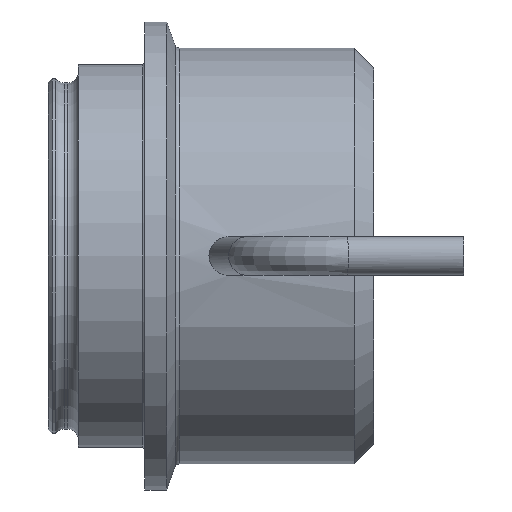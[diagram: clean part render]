
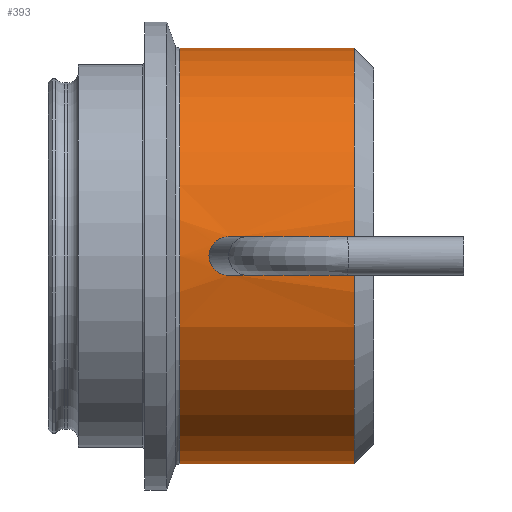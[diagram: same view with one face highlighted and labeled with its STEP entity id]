
A CAD part, front view. The second image highlights one B-rep face of the part: STEP entity #393.
In plain terms, the highlighted cylindrical face has radius 34.392 mm (diameter 68.783 mm), a full revolution.
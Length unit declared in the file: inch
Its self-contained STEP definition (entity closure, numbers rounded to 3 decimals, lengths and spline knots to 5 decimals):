
#17=FACE_BOUND('',#110,.T.);
#18=FACE_BOUND('',#111,.T.);
#42=LINE('',#1014,#53);
#53=VECTOR('',#612,1.354);
#61=CYLINDRICAL_SURFACE('',#475,1.354);
#84=FACE_OUTER_BOUND('',#109,.T.);
#109=EDGE_LOOP('',(#360,#361,#362,#363,#364,#365));
#110=EDGE_LOOP('',(#366,#367));
#111=EDGE_LOOP('',(#368));
#137=CIRCLE('',#451,1.354);
#138=CIRCLE('',#452,1.354);
#139=CIRCLE('',#454,1.354);
#140=CIRCLE('',#455,1.354);
#155=B_SPLINE_CURVE_WITH_KNOTS('',3,(#747,#748,#749,#750,#751,#752,#753,
#754,#755,#756),.UNSPECIFIED.,.F.,.F.,(4,2,2,2,4),(0.,0.11967,
0.23934,0.35901,0.47868),.UNSPECIFIED.);
#156=B_SPLINE_CURVE_WITH_KNOTS('',3,(#757,#758,#759,#760,#761,#762,#763,
#764,#765,#766,#767,#768,#769,#770,#771,#772,#773,#774,#775,#776,#777,#778,
#779,#780,#781,#782),.UNSPECIFIED.,.F.,.F.,(4,2,2,2,2,2,2,2,2,2,2,2,4),
(0.47868,0.59836,0.71803,0.8377,
0.95737,1.07704,1.19671,1.31638,1.43605,
1.55573,1.6754,1.79507,1.91474),
 .UNSPECIFIED.);
#157=B_SPLINE_CURVE_WITH_KNOTS('',3,(#787,#788,#789,#790,#791,#792,#793,
#794,#795,#796,#797,#798,#799,#800,#801,#802,#803,#804,#805,#806,#807,#808,
#809,#810,#811,#812,#813,#814,#815,#816,#817,#818,#819,#820),
 .UNSPECIFIED.,.T.,.F.,(4,2,2,2,2,2,2,2,2,2,2,2,2,2,2,2,4),(0.,0.12296,
0.24593,0.36526,0.4846,0.60394,
0.72328,0.84624,0.9692,1.09449,
1.21977,1.33935,1.45894,1.57852,1.69811,
1.82339,1.94867),.UNSPECIFIED.);
#164=VERTEX_POINT('',#744);
#165=VERTEX_POINT('',#746);
#166=VERTEX_POINT('',#786);
#184=VERTEX_POINT('',#971);
#185=VERTEX_POINT('',#973);
#186=VERTEX_POINT('',#977);
#187=VERTEX_POINT('',#978);
#204=EDGE_CURVE('',#165,#164,#155,.T.);
#205=EDGE_CURVE('',#164,#165,#156,.T.);
#207=EDGE_CURVE('',#166,#166,#157,.T.);
#235=EDGE_CURVE('',#184,#185,#137,.T.);
#236=EDGE_CURVE('',#185,#184,#138,.T.);
#237=EDGE_CURVE('',#186,#187,#139,.T.);
#238=EDGE_CURVE('',#187,#186,#140,.T.);
#254=EDGE_CURVE('',#184,#187,#42,.T.);
#360=ORIENTED_EDGE('',*,*,#236,.F.);
#361=ORIENTED_EDGE('',*,*,#235,.F.);
#362=ORIENTED_EDGE('',*,*,#254,.T.);
#363=ORIENTED_EDGE('',*,*,#238,.T.);
#364=ORIENTED_EDGE('',*,*,#237,.T.);
#365=ORIENTED_EDGE('',*,*,#254,.F.);
#366=ORIENTED_EDGE('',*,*,#204,.T.);
#367=ORIENTED_EDGE('',*,*,#205,.T.);
#368=ORIENTED_EDGE('',*,*,#207,.T.);
#393=ADVANCED_FACE('',(#84,#17,#18),#61,.T.);
#451=AXIS2_PLACEMENT_3D('',#974,#559,#560);
#452=AXIS2_PLACEMENT_3D('',#975,#561,#562);
#454=AXIS2_PLACEMENT_3D('',#979,#565,#566);
#455=AXIS2_PLACEMENT_3D('',#980,#567,#568);
#475=AXIS2_PLACEMENT_3D('',#1013,#610,#611);
#559=DIRECTION('center_axis',(-1.,0.,0.));
#560=DIRECTION('ref_axis',(0.,0.,1.));
#561=DIRECTION('center_axis',(-1.,0.,0.));
#562=DIRECTION('ref_axis',(0.,0.,1.));
#565=DIRECTION('center_axis',(-1.,0.,0.));
#566=DIRECTION('ref_axis',(0.,0.,1.));
#567=DIRECTION('center_axis',(-1.,0.,0.));
#568=DIRECTION('ref_axis',(0.,0.,1.));
#610=DIRECTION('center_axis',(-1.,0.,0.));
#611=DIRECTION('ref_axis',(0.,0.,1.));
#612=DIRECTION('',(1.,0.,0.));
#744=CARTESIAN_POINT('',(1.685,1.354,0.));
#746=CARTESIAN_POINT('',(1.56,1.34822,-0.125));
#747=CARTESIAN_POINT('Ctrl Pts',(1.56,1.34822,-0.125));
#748=CARTESIAN_POINT('Ctrl Pts',(1.5757,1.34822,-0.125));
#749=CARTESIAN_POINT('Ctrl Pts',(1.59245,1.34852,-0.12186));
#750=CARTESIAN_POINT('Ctrl Pts',(1.62325,1.34961,-0.1091));
#751=CARTESIAN_POINT('Ctrl Pts',(1.6373,1.35039,-0.09948));
#752=CARTESIAN_POINT('Ctrl Pts',(1.65948,1.35184,-0.0773));
#753=CARTESIAN_POINT('Ctrl Pts',(1.6691,1.35261,-0.06325));
#754=CARTESIAN_POINT('Ctrl Pts',(1.68186,1.3537,-0.03245));
#755=CARTESIAN_POINT('Ctrl Pts',(1.685,1.354,-0.0157));
#756=CARTESIAN_POINT('Ctrl Pts',(1.685,1.354,0.));
#757=CARTESIAN_POINT('Ctrl Pts',(1.685,1.354,0.));
#758=CARTESIAN_POINT('Ctrl Pts',(1.685,1.354,0.0157));
#759=CARTESIAN_POINT('Ctrl Pts',(1.68186,1.3537,0.03245));
#760=CARTESIAN_POINT('Ctrl Pts',(1.6691,1.35261,0.06325));
#761=CARTESIAN_POINT('Ctrl Pts',(1.65948,1.35184,0.0773));
#762=CARTESIAN_POINT('Ctrl Pts',(1.6373,1.35039,0.09948));
#763=CARTESIAN_POINT('Ctrl Pts',(1.62325,1.34961,0.1091));
#764=CARTESIAN_POINT('Ctrl Pts',(1.59245,1.34852,0.12186));
#765=CARTESIAN_POINT('Ctrl Pts',(1.5757,1.34822,0.125));
#766=CARTESIAN_POINT('Ctrl Pts',(1.5443,1.34822,0.125));
#767=CARTESIAN_POINT('Ctrl Pts',(1.52755,1.34852,0.12186));
#768=CARTESIAN_POINT('Ctrl Pts',(1.49675,1.34961,0.1091));
#769=CARTESIAN_POINT('Ctrl Pts',(1.4827,1.35039,0.09948));
#770=CARTESIAN_POINT('Ctrl Pts',(1.46052,1.35184,0.0773));
#771=CARTESIAN_POINT('Ctrl Pts',(1.4509,1.35261,0.06325));
#772=CARTESIAN_POINT('Ctrl Pts',(1.43814,1.3537,0.03245));
#773=CARTESIAN_POINT('Ctrl Pts',(1.435,1.354,0.0157));
#774=CARTESIAN_POINT('Ctrl Pts',(1.435,1.354,-0.0157));
#775=CARTESIAN_POINT('Ctrl Pts',(1.43814,1.3537,-0.03245));
#776=CARTESIAN_POINT('Ctrl Pts',(1.4509,1.35261,-0.06325));
#777=CARTESIAN_POINT('Ctrl Pts',(1.46052,1.35184,-0.0773));
#778=CARTESIAN_POINT('Ctrl Pts',(1.4827,1.35039,-0.09948));
#779=CARTESIAN_POINT('Ctrl Pts',(1.49675,1.34961,-0.1091));
#780=CARTESIAN_POINT('Ctrl Pts',(1.52755,1.34852,-0.12186));
#781=CARTESIAN_POINT('Ctrl Pts',(1.5443,1.34822,-0.125));
#782=CARTESIAN_POINT('Ctrl Pts',(1.56,1.34822,-0.125));
#786=CARTESIAN_POINT('',(1.17645,-1.34822,-0.125));
#787=CARTESIAN_POINT('Ctrl Pts',(1.17645,-1.34822,-0.125));
#788=CARTESIAN_POINT('Ctrl Pts',(1.16031,-1.34822,-0.125));
#789=CARTESIAN_POINT('Ctrl Pts',(1.14306,-1.34852,-0.1219));
#790=CARTESIAN_POINT('Ctrl Pts',(1.11129,-1.34961,-0.10908));
#791=CARTESIAN_POINT('Ctrl Pts',(1.09677,-1.3504,-0.09934));
#792=CARTESIAN_POINT('Ctrl Pts',(1.07421,-1.35185,-0.07698));
#793=CARTESIAN_POINT('Ctrl Pts',(1.06455,-1.35262,-0.06301));
#794=CARTESIAN_POINT('Ctrl Pts',(1.05175,-1.3537,-0.03235));
#795=CARTESIAN_POINT('Ctrl Pts',(1.04859,-1.354,-0.01566));
#796=CARTESIAN_POINT('Ctrl Pts',(1.04859,-1.354,0.01566));
#797=CARTESIAN_POINT('Ctrl Pts',(1.05175,-1.3537,0.03235));
#798=CARTESIAN_POINT('Ctrl Pts',(1.06455,-1.35262,0.06301));
#799=CARTESIAN_POINT('Ctrl Pts',(1.07421,-1.35185,0.07698));
#800=CARTESIAN_POINT('Ctrl Pts',(1.09677,-1.3504,0.09934));
#801=CARTESIAN_POINT('Ctrl Pts',(1.11129,-1.34961,0.10908));
#802=CARTESIAN_POINT('Ctrl Pts',(1.14306,-1.34852,0.1219));
#803=CARTESIAN_POINT('Ctrl Pts',(1.16031,-1.34822,0.125));
#804=CARTESIAN_POINT('Ctrl Pts',(1.19289,-1.34822,0.125));
#805=CARTESIAN_POINT('Ctrl Pts',(1.21045,-1.34853,0.1218));
#806=CARTESIAN_POINT('Ctrl Pts',(1.24289,-1.34964,0.1088));
#807=CARTESIAN_POINT('Ctrl Pts',(1.25777,-1.35042,0.099));
#808=CARTESIAN_POINT('Ctrl Pts',(1.28085,-1.35187,0.07668));
#809=CARTESIAN_POINT('Ctrl Pts',(1.29079,-1.35263,0.06284));
#810=CARTESIAN_POINT('Ctrl Pts',(1.30408,-1.3537,0.03235));
#811=CARTESIAN_POINT('Ctrl Pts',(1.30741,-1.354,0.01569));
#812=CARTESIAN_POINT('Ctrl Pts',(1.30741,-1.354,-0.01569));
#813=CARTESIAN_POINT('Ctrl Pts',(1.30408,-1.3537,-0.03235));
#814=CARTESIAN_POINT('Ctrl Pts',(1.29079,-1.35263,-0.06284));
#815=CARTESIAN_POINT('Ctrl Pts',(1.28085,-1.35187,-0.07668));
#816=CARTESIAN_POINT('Ctrl Pts',(1.25777,-1.35042,-0.099));
#817=CARTESIAN_POINT('Ctrl Pts',(1.24289,-1.34964,-0.1088));
#818=CARTESIAN_POINT('Ctrl Pts',(1.21045,-1.34853,-0.1218));
#819=CARTESIAN_POINT('Ctrl Pts',(1.19289,-1.34822,-0.125));
#820=CARTESIAN_POINT('Ctrl Pts',(1.17645,-1.34822,-0.125));
#971=CARTESIAN_POINT('',(0.85765,0.,-1.354));
#973=CARTESIAN_POINT('',(0.85765,0.,1.354));
#974=CARTESIAN_POINT('Origin',(0.85765,0.,0.));
#975=CARTESIAN_POINT('Origin',(0.85765,0.,0.));
#977=CARTESIAN_POINT('',(1.996,0.,1.354));
#978=CARTESIAN_POINT('',(1.996,0.,-1.354));
#979=CARTESIAN_POINT('Origin',(1.996,0.,0.));
#980=CARTESIAN_POINT('Origin',(1.996,0.,0.));
#1013=CARTESIAN_POINT('Origin',(0.,0.,0.));
#1014=CARTESIAN_POINT('',(0.,0.,-1.354));
